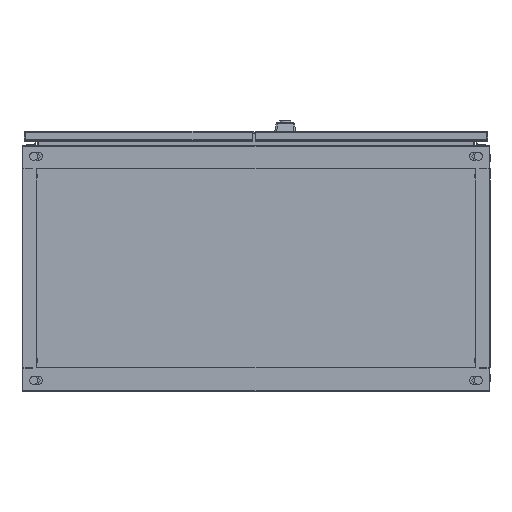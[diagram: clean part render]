
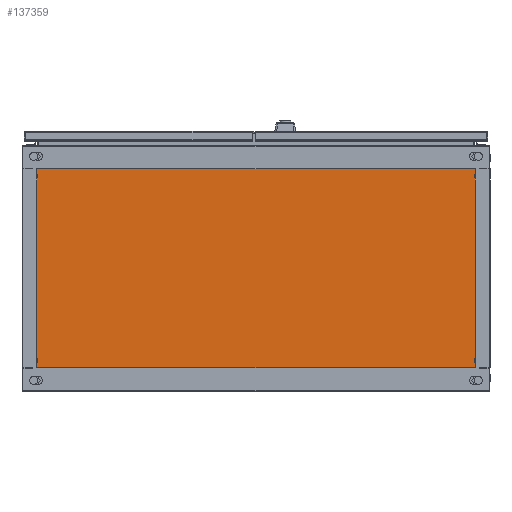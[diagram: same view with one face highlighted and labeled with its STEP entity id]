
A CAD part, front view. The second image highlights one B-rep face of the part: STEP entity #137359.
In plain terms, the highlighted planar face has unit normal (0, -1, 0).
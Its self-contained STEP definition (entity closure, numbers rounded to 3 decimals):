
#1192 = VERTEX_POINT ( 'NONE', #48167 ) ;
#1255 = VECTOR ( 'NONE', #21464, 1000. ) ;
#8272 = DIRECTION ( 'NONE',  ( 0., 0., 1. ) ) ;
#18630 = CARTESIAN_POINT ( 'NONE',  ( 0., 1799., 0. ) ) ;
#20830 = CARTESIAN_POINT ( 'NONE',  ( -375., 1799., -170. ) ) ;
#21464 = DIRECTION ( 'NONE',  ( 0., 0., -1. ) ) ;
#21551 = CARTESIAN_POINT ( 'NONE',  ( -375., 1799., 170. ) ) ;
#24960 = LINE ( 'NONE', #79678, #110832 ) ;
#32152 = DIRECTION ( 'NONE',  ( 0., 0., 1. ) ) ;
#37165 = CARTESIAN_POINT ( 'NONE',  ( -375., 1799., -170. ) ) ;
#44229 = LINE ( 'NONE', #37165, #131769 ) ;
#48167 = CARTESIAN_POINT ( 'NONE',  ( -375., 1799., -170. ) ) ;
#49373 = FACE_OUTER_BOUND ( 'NONE', #100739, .T. ) ;
#56233 = EDGE_CURVE ( 'NONE', #124383, #144102, #24960, .T. ) ;
#58688 = EDGE_CURVE ( 'NONE', #144102, #78917, #115387, .T. ) ;
#58725 = CARTESIAN_POINT ( 'NONE',  ( 375., 1799., -170. ) ) ;
#68867 = DIRECTION ( 'NONE',  ( 1., 0., 0. ) ) ;
#76174 = CARTESIAN_POINT ( 'NONE',  ( 375., 1799., 170. ) ) ;
#78246 = CARTESIAN_POINT ( 'NONE',  ( 375., 1799., -170. ) ) ;
#78917 = VERTEX_POINT ( 'NONE', #58725 ) ;
#79678 = CARTESIAN_POINT ( 'NONE',  ( -375., 1799., 170. ) ) ;
#82655 = DIRECTION ( 'NONE',  ( -1., 0., 0. ) ) ;
#83534 = VECTOR ( 'NONE', #32152, 1000. ) ;
#86113 = ORIENTED_EDGE ( 'NONE', *, *, #56233, .F. ) ;
#87346 = AXIS2_PLACEMENT_3D ( 'NONE', #18630, #143095, #8272 ) ;
#90673 = ORIENTED_EDGE ( 'NONE', *, *, #128905, .F. ) ;
#100739 = EDGE_LOOP ( 'NONE', ( #103394, #90673, #105679, #86113 ) ) ;
#103394 = ORIENTED_EDGE ( 'NONE', *, *, #144190, .F. ) ;
#105679 = ORIENTED_EDGE ( 'NONE', *, *, #58688, .F. ) ;
#109842 = LINE ( 'NONE', #20830, #83534 ) ;
#110832 = VECTOR ( 'NONE', #68867, 1000. ) ;
#115387 = LINE ( 'NONE', #78246, #1255 ) ;
#124383 = VERTEX_POINT ( 'NONE', #21551 ) ;
#128905 = EDGE_CURVE ( 'NONE', #78917, #1192, #44229, .T. ) ;
#130790 = PLANE ( 'NONE',  #87346 ) ;
#131769 = VECTOR ( 'NONE', #82655, 1000. ) ;
#137359 = ADVANCED_FACE ( 'NONE', ( #49373 ), #130790, .F. ) ;
#143095 = DIRECTION ( 'NONE',  ( 0., 1., 0. ) ) ;
#144102 = VERTEX_POINT ( 'NONE', #76174 ) ;
#144190 = EDGE_CURVE ( 'NONE', #1192, #124383, #109842, .T. ) ;
